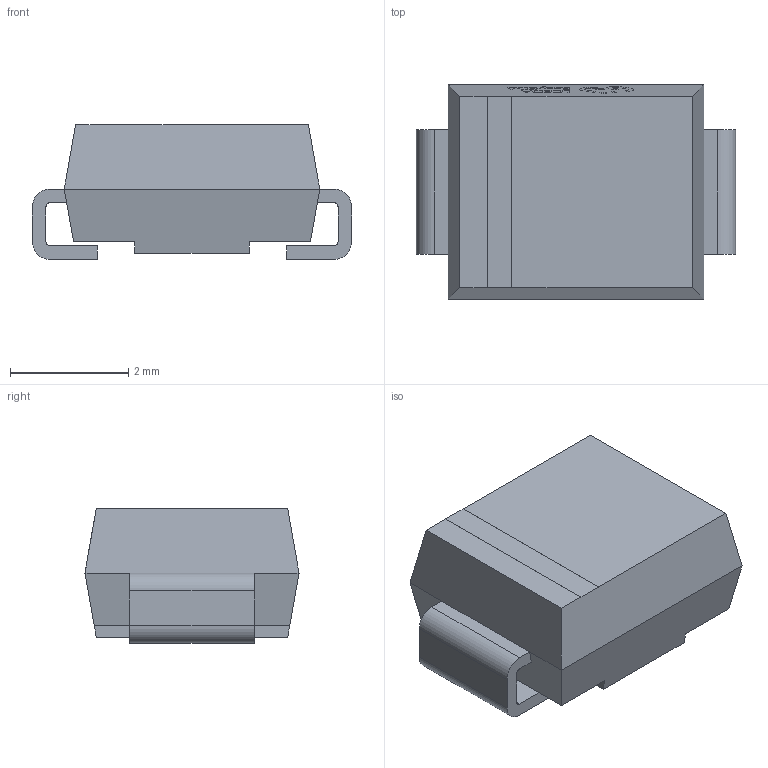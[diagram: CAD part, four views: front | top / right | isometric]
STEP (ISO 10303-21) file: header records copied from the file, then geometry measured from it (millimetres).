
FILE_DESCRIPTION (( 'STEP AP214' ), '1' );
FILE_NAME ('SMB_L4.5-W3.6-LS5.4-BI.step', '2022-07-05T10:54:26', ( '' ), ( '' ), 'SwSTEP 2.0', 'SolidWorks 2020', '' );
FILE_SCHEMA (( 'AUTOMOTIVE_DESIGN' ));
Length unit declared in the file: millimetre
Products named in the file (1): SMB_L4.5-W3.6-LS5.4-BI
Bounding box: 5.4 x 3.62 x 2.28 mm (x, y, z)
Volume: 31.7 mm3; surface area: 79.3 mm2
Topology: 1 solids, 1 shells, 268 faces, 733 edges, 486 vertices
Faces by surface type: plane 162, bspline 98, cylinder 8
Entity records: 11903 total; most frequent: CARTESIAN_POINT 2794, ORIENTED_EDGE 1466, DIRECTION 891, EDGE_CURVE 733, LINE 517, VECTOR 517, VERTEX_POINT 486, EDGE_LOOP 287
